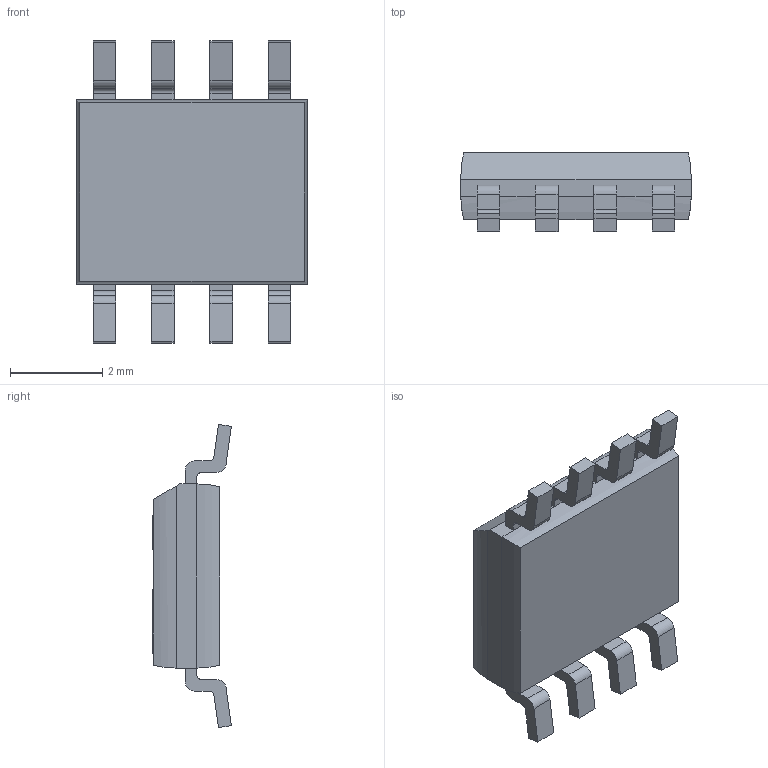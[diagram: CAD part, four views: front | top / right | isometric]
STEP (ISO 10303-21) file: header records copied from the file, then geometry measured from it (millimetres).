
FILE_DESCRIPTION (( 'STEP AP203' ), '1' );
FILE_NAME ('TJA1441.STEP', '2022-06-05T11:17:18', ( '' ), ( '' ), 'SwSTEP 2.0', 'SolidWorks 2020', '' );
FILE_SCHEMA (( 'CONFIG_CONTROL_DESIGN' ));
Length unit declared in the file: millimetre
Products named in the file (1): TJA1441
Bounding box: 5 x 1.71 x 6.58 mm (x, y, z)
Volume: 30.1 mm3; surface area: 85.2 mm2
Topology: 1 solids, 1 shells, 259 faces, 711 edges, 470 vertices
Faces by surface type: plane 208, cylinder 47, bspline 4
Entity records: 8377 total; most frequent: CARTESIAN_POINT 1698, ORIENTED_EDGE 1422, DIRECTION 1282, EDGE_CURVE 711, LINE 606, VECTOR 606, VERTEX_POINT 470, AXIS2_PLACEMENT_3D 338
